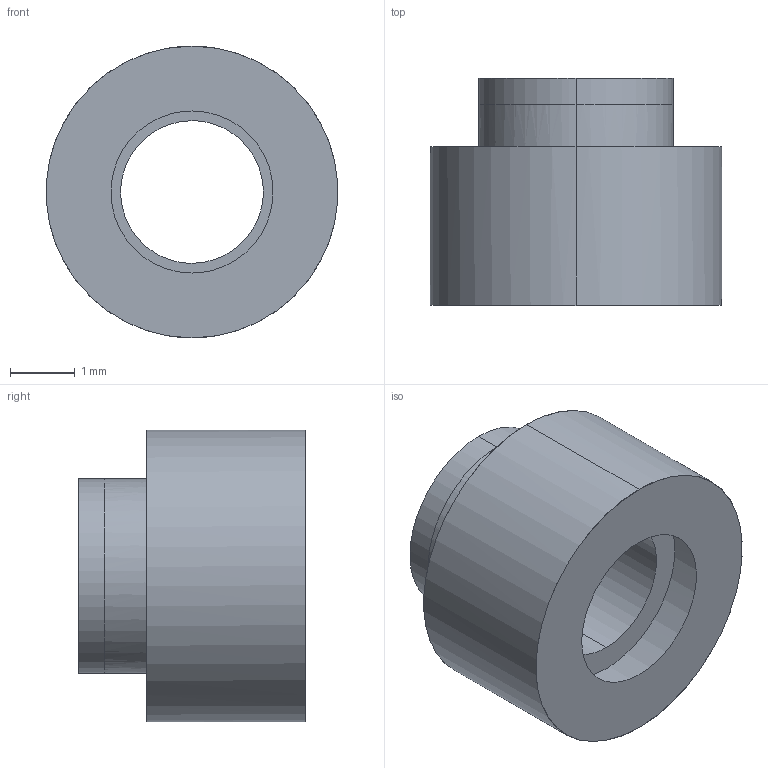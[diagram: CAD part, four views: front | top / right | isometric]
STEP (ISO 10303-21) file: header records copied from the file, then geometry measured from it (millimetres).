
FILE_DESCRIPTION(/* description */ (''),/* implementation_level */ '2;1');
FILE_NAME(/* name */ 'M2-NUT~1',/* time_stamp */ '2020-10-10T17:12:38+08:00',/* author */ (''),/* organization */ (''),/* preprocessor_version */ 'ST-DEVELOPER v16.5',/* originating_system */ '',/* authorisation */ '');
FILE_SCHEMA (('AUTOMOTIVE_DESIGN'));
Length unit declared in the file: millimetre
Products named in the file (1): Document
Bounding box: 4.49 x 3.5 x 4.5 mm (x, y, z)
Volume: 9.1 mm3; surface area: 112.6 mm2
Topology: 1 solids, 7 shells, 12 faces, 36 edges, 32 vertices
Faces by surface type: bspline 12
Entity records: 839 total; most frequent: CARTESIAN_POINT 451, ORIENTED_EDGE 48, PCURVE 48, DEFINITIONAL_REPRESENTATION 48, B_SPLINE_CURVE_WITH_KNOTS 44, SURFACE_CURVE 36, EDGE_CURVE 36, VERTEX_POINT 32
